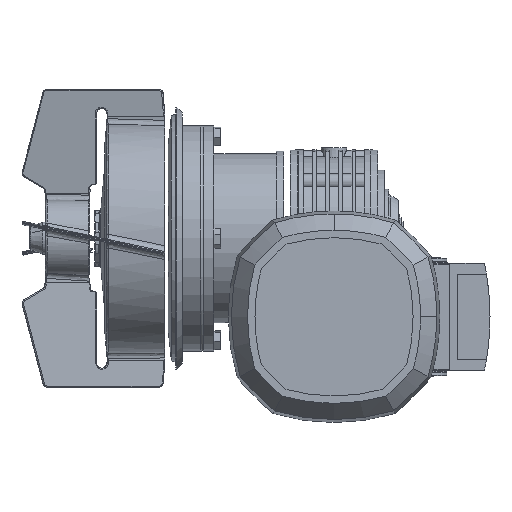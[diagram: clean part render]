
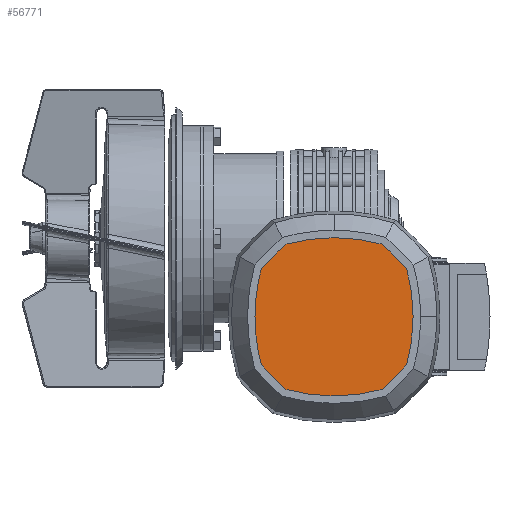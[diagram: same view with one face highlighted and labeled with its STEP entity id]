
A CAD part, left-side view. The second image highlights one B-rep face of the part: STEP entity #56771.
In plain terms, the highlighted planar face has unit normal (-1, 0, 0).
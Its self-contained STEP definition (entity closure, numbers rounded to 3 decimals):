
#53909 = CARTESIAN_POINT ( 'NONE',  ( -422., -56.463, -116.061 ) ) ;
#55507 = VERTEX_POINT ( 'NONE', #53909 ) ;
#55548 = DIRECTION ( 'NONE',  ( 0., 1., 0. ) ) ;
#55549 = DIRECTION ( 'NONE',  ( -1., 0., 0. ) ) ;
#55551 = AXIS2_PLACEMENT_3D ( 'NONE', #55601, #55549, #55548 ) ;
#55553 = CIRCLE ( 'NONE', #55551, 168.5 ) ;
#55601 = CARTESIAN_POINT ( 'NONE',  ( -422., -219.1, -72. ) ) ;
#55627 = EDGE_CURVE ( 'NONE', #55752, #55507, #55553, .T. ) ;
#55752 = VERTEX_POINT ( 'NONE', #56921 ) ;
#56667 = VERTEX_POINT ( 'NONE', #60089 ) ;
#56671 = EDGE_CURVE ( 'NONE', #56667, #55752, #60086, .T. ) ;
#56680 = EDGE_CURVE ( 'NONE', #56681, #56667, #60127, .T. ) ;
#56681 = VERTEX_POINT ( 'NONE', #60122 ) ;
#56705 = VERTEX_POINT ( 'NONE', #60167 ) ;
#56708 = VERTEX_POINT ( 'NONE', #60162 ) ;
#56712 = VERTEX_POINT ( 'NONE', #60157 ) ;
#56717 = VERTEX_POINT ( 'NONE', #60205 ) ;
#56722 = EDGE_CURVE ( 'NONE', #56705, #56708, #60202, .T. ) ;
#56724 = EDGE_CURVE ( 'NONE', #56708, #56717, #60193, .T. ) ;
#56726 = EDGE_CURVE ( 'NONE', #56737, #56705, #60188, .T. ) ;
#56736 = EDGE_CURVE ( 'NONE', #55507, #56737, #60236, .T. ) ;
#56737 = VERTEX_POINT ( 'NONE', #60231 ) ;
#56743 = ORIENTED_EDGE ( 'NONE', *, *, #56777, .T. ) ;
#56744 = ORIENTED_EDGE ( 'NONE', *, *, #55627, .T. ) ;
#56745 = ORIENTED_EDGE ( 'NONE', *, *, #56736, .T. ) ;
#56757 = ORIENTED_EDGE ( 'NONE', *, *, #56722, .T. ) ;
#56758 = ORIENTED_EDGE ( 'NONE', *, *, #56724, .T. ) ;
#56759 = EDGE_CURVE ( 'NONE', #56712, #56681, #60275, .T. ) ;
#56763 = ORIENTED_EDGE ( 'NONE', *, *, #56726, .T. ) ;
#56765 = ORIENTED_EDGE ( 'NONE', *, *, #56759, .T. ) ;
#56766 = ORIENTED_EDGE ( 'NONE', *, *, #56680, .T. ) ;
#56771 = ADVANCED_FACE ( 'NONE', ( #60255 ), #60254, .T. ) ;
#56772 = EDGE_LOOP ( 'NONE', ( #56757, #56758, #56743, #56765, #56766, #56775, #56744, #56745, #56763 ) ) ;
#56775 = ORIENTED_EDGE ( 'NONE', *, *, #56671, .T. ) ;
#56777 = EDGE_CURVE ( 'NONE', #56717, #56712, #60305, .T. ) ;
#56921 = CARTESIAN_POINT ( 'NONE',  ( -422., -50.6, -72. ) ) ;
#60086 = CIRCLE ( 'NONE', #60141, 168.5 ) ;
#60089 = CARTESIAN_POINT ( 'NONE',  ( -422., -56.463, -27.939 ) ) ;
#60122 = CARTESIAN_POINT ( 'NONE',  ( -422., -79.039, -5.363 ) ) ;
#60123 = DIRECTION ( 'NONE',  ( 0., 1., 0. ) ) ;
#60124 = DIRECTION ( 'NONE',  ( -1., 0., 0. ) ) ;
#60125 = CARTESIAN_POINT ( 'NONE',  ( -422., -243.6, -192.5 ) ) ;
#60126 = AXIS2_PLACEMENT_3D ( 'NONE', #60125, #60124, #60123 ) ;
#60127 = CIRCLE ( 'NONE', #60126, 249.2 ) ;
#60138 = DIRECTION ( 'NONE',  ( 0., 1., 0. ) ) ;
#60139 = DIRECTION ( 'NONE',  ( -1., 0., 0. ) ) ;
#60140 = CARTESIAN_POINT ( 'NONE',  ( -422., -219.1, -72. ) ) ;
#60141 = AXIS2_PLACEMENT_3D ( 'NONE', #60140, #60139, #60138 ) ;
#60157 = CARTESIAN_POINT ( 'NONE',  ( -422., -167.161, -5.363 ) ) ;
#60162 = CARTESIAN_POINT ( 'NONE',  ( -422., -189.737, -116.061 ) ) ;
#60167 = CARTESIAN_POINT ( 'NONE',  ( -422., -167.161, -138.637 ) ) ;
#60184 = DIRECTION ( 'NONE',  ( 0., 1., 0. ) ) ;
#60185 = DIRECTION ( 'NONE',  ( -1., 0., 0. ) ) ;
#60186 = CARTESIAN_POINT ( 'NONE',  ( -422., -123.1, 24. ) ) ;
#60187 = AXIS2_PLACEMENT_3D ( 'NONE', #60186, #60185, #60184 ) ;
#60188 = CIRCLE ( 'NONE', #60187, 168.5 ) ;
#60189 = DIRECTION ( 'NONE',  ( 0., 1., 0. ) ) ;
#60190 = DIRECTION ( 'NONE',  ( -1., 0., 0. ) ) ;
#60191 = CARTESIAN_POINT ( 'NONE',  ( -422., -27.1, -72. ) ) ;
#60192 = AXIS2_PLACEMENT_3D ( 'NONE', #60191, #60190, #60189 ) ;
#60193 = CIRCLE ( 'NONE', #60192, 168.5 ) ;
#60194 = DIRECTION ( 'NONE',  ( 0., 1., 0. ) ) ;
#60195 = DIRECTION ( 'NONE',  ( -1., 0., 0. ) ) ;
#60196 = CARTESIAN_POINT ( 'NONE',  ( -422., -2.6, 48.5 ) ) ;
#60197 = AXIS2_PLACEMENT_3D ( 'NONE', #60196, #60195, #60194 ) ;
#60202 = CIRCLE ( 'NONE', #60197, 249.2 ) ;
#60205 = CARTESIAN_POINT ( 'NONE',  ( -422., -189.737, -27.939 ) ) ;
#60231 = CARTESIAN_POINT ( 'NONE',  ( -422., -79.039, -138.637 ) ) ;
#60232 = DIRECTION ( 'NONE',  ( 0., 1., 0. ) ) ;
#60233 = DIRECTION ( 'NONE',  ( -1., 0., 0. ) ) ;
#60234 = CARTESIAN_POINT ( 'NONE',  ( -422., -243.6, 48.5 ) ) ;
#60235 = AXIS2_PLACEMENT_3D ( 'NONE', #60234, #60233, #60232 ) ;
#60236 = CIRCLE ( 'NONE', #60235, 249.2 ) ;
#60250 = DIRECTION ( 'NONE',  ( 0., 1., 0. ) ) ;
#60251 = DIRECTION ( 'NONE',  ( -1., 0., 0. ) ) ;
#60252 = CARTESIAN_POINT ( 'NONE',  ( -422., -14.85, -132.25 ) ) ;
#60253 = AXIS2_PLACEMENT_3D ( 'NONE', #60252, #60251, #60250 ) ;
#60254 = PLANE ( 'NONE',  #60253 ) ;
#60255 = FACE_OUTER_BOUND ( 'NONE', #56772, .T. ) ;
#60271 = DIRECTION ( 'NONE',  ( 0., 1., 0. ) ) ;
#60272 = DIRECTION ( 'NONE',  ( -1., 0., 0. ) ) ;
#60273 = CARTESIAN_POINT ( 'NONE',  ( -422., -123.1, -168. ) ) ;
#60274 = AXIS2_PLACEMENT_3D ( 'NONE', #60273, #60272, #60271 ) ;
#60275 = CIRCLE ( 'NONE', #60274, 168.5 ) ;
#60301 = DIRECTION ( 'NONE',  ( 0., 1., 0. ) ) ;
#60302 = DIRECTION ( 'NONE',  ( -1., 0., 0. ) ) ;
#60303 = CARTESIAN_POINT ( 'NONE',  ( -422., -2.6, -192.5 ) ) ;
#60304 = AXIS2_PLACEMENT_3D ( 'NONE', #60303, #60302, #60301 ) ;
#60305 = CIRCLE ( 'NONE', #60304, 249.2 ) ;
